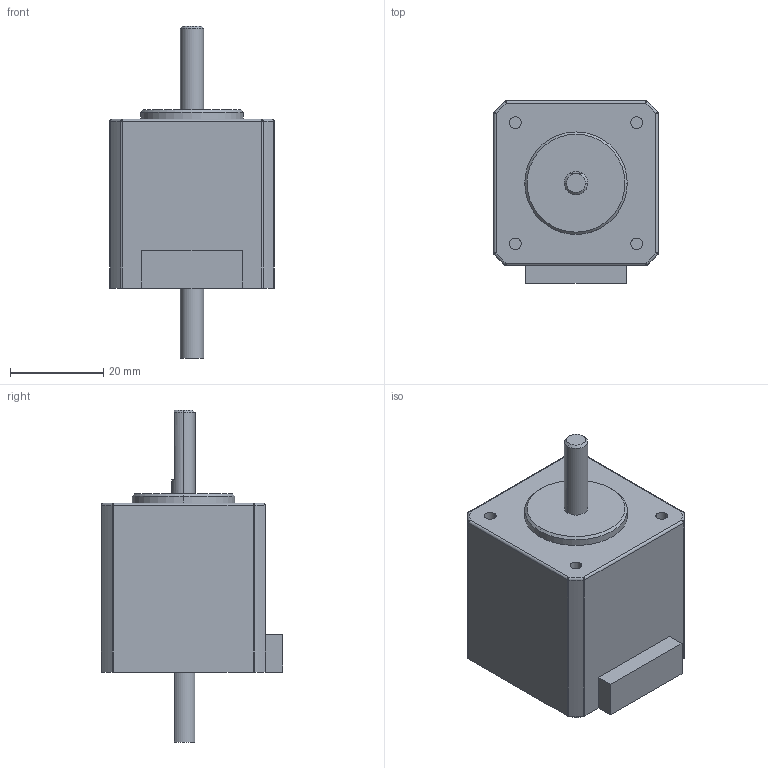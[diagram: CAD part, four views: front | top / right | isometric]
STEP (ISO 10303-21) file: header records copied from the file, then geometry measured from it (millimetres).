
FILE_DESCRIPTION((''),'2;1');
FILE_NAME('AM14HS30A0-02','2019-05-24T15:18:46',('MS05244'),(''),'CREO PARAMETRIC BY PTC INC, 2018100','CREO PARAMETRIC BY PTC INC, 2018100','');
FILE_SCHEMA(('CONFIG_CONTROL_DESIGN'));
Length unit declared in the file: millimetre
Products named in the file (1): AM14HS30A0-02
Bounding box: 35.3 x 39 x 71.2 mm (x, y, z)
Volume: 46583.8 mm3; surface area: 8318.5 mm2
Topology: 1 solids, 1 shells, 72 faces, 162 edges, 93 vertices
Faces by surface type: cylinder 33, plane 22, sphere 8, cone 5, torus 4
Entity records: 1995 total; most frequent: DIRECTION 381, CARTESIAN_POINT 329, ORIENTED_EDGE 308, AXIS2_PLACEMENT_3D 157, EDGE_CURVE 154, VERTEX_POINT 93, CIRCLE 85, EDGE_LOOP 81
